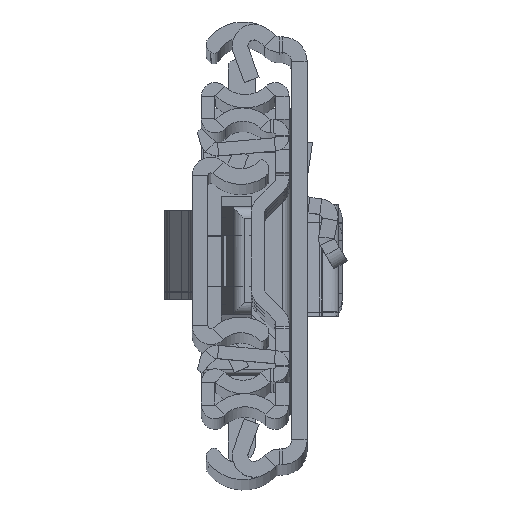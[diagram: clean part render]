
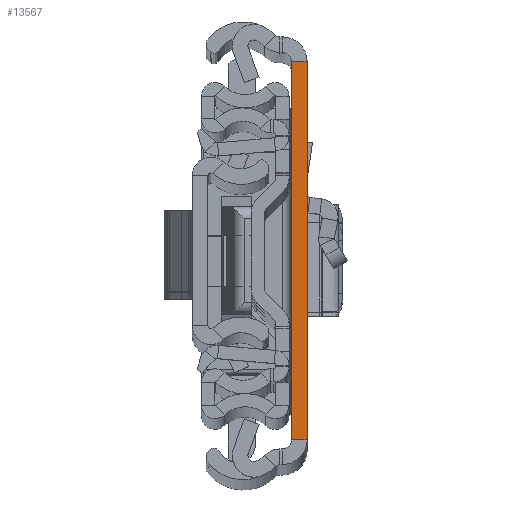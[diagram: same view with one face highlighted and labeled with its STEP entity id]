
A CAD part, top view. The second image highlights one B-rep face of the part: STEP entity #13567.
In plain terms, the highlighted planar face has unit normal (0, 0, 1).
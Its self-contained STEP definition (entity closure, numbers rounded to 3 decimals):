
#265 = EDGE_CURVE ( 'NONE', #6261, #11266, #17241, .T. ) ;
#1268 = ORIENTED_EDGE ( 'NONE', *, *, #10556, .F. ) ;
#1385 = LINE ( 'NONE', #6150, #7022 ) ;
#2252 = LINE ( 'NONE', #11390, #11919 ) ;
#2284 = CARTESIAN_POINT ( 'NONE',  ( 2.6, -31.5, 0. ) ) ;
#2521 = CARTESIAN_POINT ( 'NONE',  ( 2.6, 31.5, 0. ) ) ;
#3345 = ORIENTED_EDGE ( 'NONE', *, *, #265, .T. ) ;
#3778 = EDGE_CURVE ( 'NONE', #4239, #3814, #1385, .T. ) ;
#3814 = VERTEX_POINT ( 'NONE', #16651 ) ;
#3843 = LINE ( 'NONE', #18888, #15200 ) ;
#3947 = DIRECTION ( 'NONE',  ( 1., 0., 0. ) ) ;
#4160 = VECTOR ( 'NONE', #5355, 1000. ) ;
#4239 = VERTEX_POINT ( 'NONE', #5313 ) ;
#5313 = CARTESIAN_POINT ( 'NONE',  ( 0., -31.5, 0. ) ) ;
#5323 = AXIS2_PLACEMENT_3D ( 'NONE', #10686, #19481, #6215 ) ;
#5355 = DIRECTION ( 'NONE',  ( 0., 1., 0. ) ) ;
#6020 = FACE_OUTER_BOUND ( 'NONE', #10174, .T. ) ;
#6150 = CARTESIAN_POINT ( 'NONE',  ( 0., -31.5, 0. ) ) ;
#6215 = DIRECTION ( 'NONE',  ( 0., 1., 0. ) ) ;
#6261 = VERTEX_POINT ( 'NONE', #11399 ) ;
#7022 = VECTOR ( 'NONE', #18242, 1000. ) ;
#10131 = ORIENTED_EDGE ( 'NONE', *, *, #18518, .T. ) ;
#10174 = EDGE_LOOP ( 'NONE', ( #1268, #14988, #10131, #3345 ) ) ;
#10556 = EDGE_CURVE ( 'NONE', #3814, #11266, #3843, .T. ) ;
#10686 = CARTESIAN_POINT ( 'NONE',  ( 2.6, -31.5, 0. ) ) ;
#11266 = VERTEX_POINT ( 'NONE', #2521 ) ;
#11390 = CARTESIAN_POINT ( 'NONE',  ( 2.6, -31.5, 0. ) ) ;
#11399 = CARTESIAN_POINT ( 'NONE',  ( 2.6, -31.5, 0. ) ) ;
#11919 = VECTOR ( 'NONE', #3947, 1000. ) ;
#13467 = PLANE ( 'NONE',  #5323 ) ;
#13567 = ADVANCED_FACE ( 'NONE', ( #6020 ), #13467, .F. ) ;
#14988 = ORIENTED_EDGE ( 'NONE', *, *, #3778, .F. ) ;
#15200 = VECTOR ( 'NONE', #15922, 1000. ) ;
#15922 = DIRECTION ( 'NONE',  ( 1., 0., 0. ) ) ;
#16651 = CARTESIAN_POINT ( 'NONE',  ( 0., 31.5, 0. ) ) ;
#17241 = LINE ( 'NONE', #2284, #4160 ) ;
#18242 = DIRECTION ( 'NONE',  ( 0., 1., 0. ) ) ;
#18518 = EDGE_CURVE ( 'NONE', #4239, #6261, #2252, .T. ) ;
#18888 = CARTESIAN_POINT ( 'NONE',  ( 2.6, 31.5, 0. ) ) ;
#19481 = DIRECTION ( 'NONE',  ( 0., 0., -1. ) ) ;
